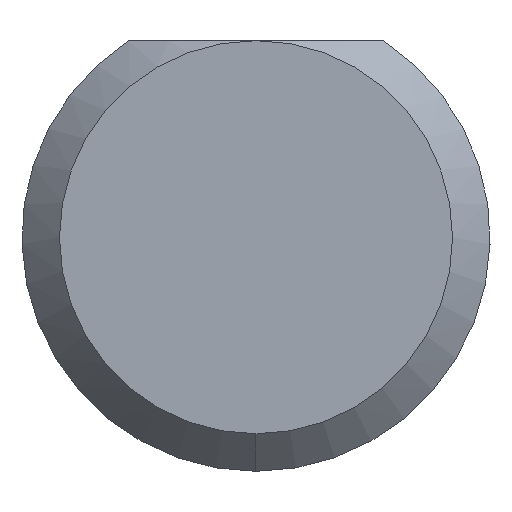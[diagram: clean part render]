
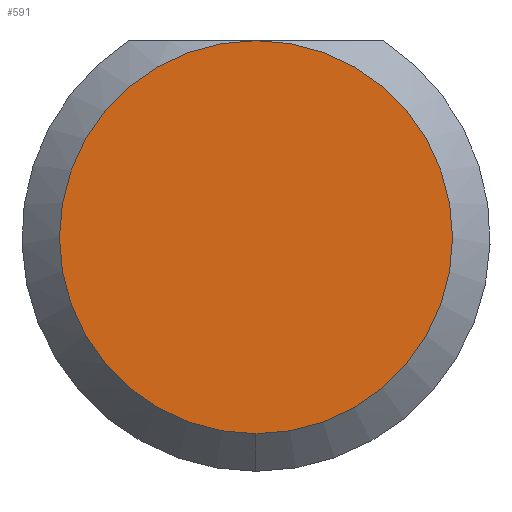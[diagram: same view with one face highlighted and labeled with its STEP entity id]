
A CAD part, left-side view. The second image highlights one B-rep face of the part: STEP entity #591.
In plain terms, the highlighted planar face has unit normal (-1, 0, 0).
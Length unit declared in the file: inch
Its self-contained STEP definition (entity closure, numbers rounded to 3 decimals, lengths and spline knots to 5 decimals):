
#16 = FACE_OUTER_BOUND ( 'NONE', #358, .T. ) ;
#33 = DIRECTION ( 'NONE',  ( 1., 0., 0. ) ) ;
#58 = CIRCLE ( 'NONE', #85, 0.05235 ) ;
#82 = PLANE ( 'NONE',  #345 ) ;
#85 = AXIS2_PLACEMENT_3D ( 'NONE', #612, #361, #551 ) ;
#117 = ORIENTED_EDGE ( 'NONE', *, *, #255, .T. ) ;
#119 = DIRECTION ( 'NONE',  ( 0., 0., -1. ) ) ;
#137 = CARTESIAN_POINT ( 'NONE',  ( 0., 0., -0.05235 ) ) ;
#173 = CIRCLE ( 'NONE', #536, 0.05235 ) ;
#225 = ORIENTED_EDGE ( 'NONE', *, *, #402, .T. ) ;
#255 = EDGE_CURVE ( 'NONE', #456, #552, #58, .T. ) ;
#328 = DIRECTION ( 'NONE',  ( -1., 0., 0. ) ) ;
#345 = AXIS2_PLACEMENT_3D ( 'NONE', #414, #33, #119 ) ;
#358 = EDGE_LOOP ( 'NONE', ( #225, #117 ) ) ;
#361 = DIRECTION ( 'NONE',  ( -1., 0., 0. ) ) ;
#402 = EDGE_CURVE ( 'NONE', #552, #456, #173, .T. ) ;
#414 = CARTESIAN_POINT ( 'NONE',  ( 0., 0., 0. ) ) ;
#428 = CARTESIAN_POINT ( 'NONE',  ( 0., 0., 0. ) ) ;
#456 = VERTEX_POINT ( 'NONE', #137 ) ;
#510 = CARTESIAN_POINT ( 'NONE',  ( 0., 0., 0.05235 ) ) ;
#536 = AXIS2_PLACEMENT_3D ( 'NONE', #428, #328, #629 ) ;
#551 = DIRECTION ( 'NONE',  ( 0., 0., -1. ) ) ;
#552 = VERTEX_POINT ( 'NONE', #510 ) ;
#591 = ADVANCED_FACE ( 'NONE', ( #16 ), #82, .F. ) ;
#612 = CARTESIAN_POINT ( 'NONE',  ( 0., 0., 0. ) ) ;
#629 = DIRECTION ( 'NONE',  ( 0., 0., -1. ) ) ;
